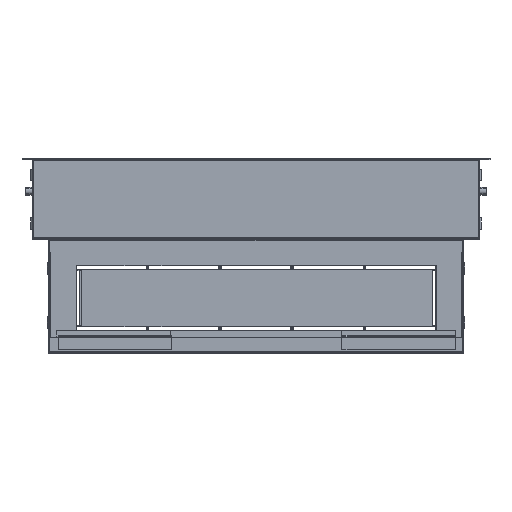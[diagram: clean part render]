
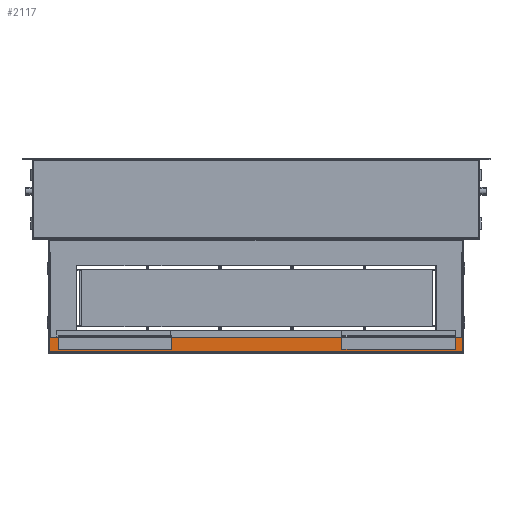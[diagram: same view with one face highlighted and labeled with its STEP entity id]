
A CAD part, front view. The second image highlights one B-rep face of the part: STEP entity #2117.
In plain terms, the highlighted planar face has unit normal (0, -1, 0).
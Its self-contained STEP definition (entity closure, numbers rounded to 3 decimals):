
#563 = LINE ( 'NONE', #3447, #3553 ) ;
#1209 = ORIENTED_EDGE ( 'NONE', *, *, #2829, .F. ) ;
#2117 = ADVANCED_FACE ( 'NONE', ( #12723 ), #15622, .F. ) ;
#2380 = EDGE_LOOP ( 'NONE', ( #1209, #16409, #16050, #13887 ) ) ;
#2431 = VERTEX_POINT ( 'NONE', #5413 ) ;
#2474 = EDGE_CURVE ( 'NONE', #2431, #9650, #6287, .T. ) ;
#2738 = VECTOR ( 'NONE', #9119, 1000. ) ;
#2829 = EDGE_CURVE ( 'NONE', #3889, #9650, #563, .T. ) ;
#2841 = CARTESIAN_POINT ( 'NONE',  ( 0., -1334., 18.5 ) ) ;
#3447 = CARTESIAN_POINT ( 'NONE',  ( 0., -1334., 1. ) ) ;
#3553 = VECTOR ( 'NONE', #17265, 1000. ) ;
#3889 = VERTEX_POINT ( 'NONE', #12054 ) ;
#3909 = EDGE_CURVE ( 'NONE', #3889, #6863, #6304, .T. ) ;
#4834 = CARTESIAN_POINT ( 'NONE',  ( 0., -1334., 1. ) ) ;
#5413 = CARTESIAN_POINT ( 'NONE',  ( 0., -1334., 18.5 ) ) ;
#6287 = LINE ( 'NONE', #11602, #8859 ) ;
#6304 = LINE ( 'NONE', #6582, #2738 ) ;
#6582 = CARTESIAN_POINT ( 'NONE',  ( 512., -1334., 0. ) ) ;
#6863 = VERTEX_POINT ( 'NONE', #9473 ) ;
#7437 = EDGE_CURVE ( 'NONE', #6863, #2431, #16575, .T. ) ;
#8785 = DIRECTION ( 'NONE',  ( 0., 0., 1. ) ) ;
#8859 = VECTOR ( 'NONE', #17121, 1000. ) ;
#8943 = DIRECTION ( 'NONE',  ( 0., 1., 0. ) ) ;
#9119 = DIRECTION ( 'NONE',  ( 0., 0., 1. ) ) ;
#9473 = CARTESIAN_POINT ( 'NONE',  ( 512., -1334., 18.5 ) ) ;
#9650 = VERTEX_POINT ( 'NONE', #4834 ) ;
#10058 = AXIS2_PLACEMENT_3D ( 'NONE', #11464, #8943, #8785 ) ;
#11464 = CARTESIAN_POINT ( 'NONE',  ( 0., -1334., 0. ) ) ;
#11602 = CARTESIAN_POINT ( 'NONE',  ( 0., -1334., 0. ) ) ;
#12054 = CARTESIAN_POINT ( 'NONE',  ( 512., -1334., 1. ) ) ;
#12723 = FACE_OUTER_BOUND ( 'NONE', #2380, .T. ) ;
#13887 = ORIENTED_EDGE ( 'NONE', *, *, #2474, .T. ) ;
#15289 = DIRECTION ( 'NONE',  ( -1., 0., 0. ) ) ;
#15622 = PLANE ( 'NONE',  #10058 ) ;
#16050 = ORIENTED_EDGE ( 'NONE', *, *, #7437, .T. ) ;
#16142 = VECTOR ( 'NONE', #15289, 1000. ) ;
#16409 = ORIENTED_EDGE ( 'NONE', *, *, #3909, .T. ) ;
#16575 = LINE ( 'NONE', #2841, #16142 ) ;
#17121 = DIRECTION ( 'NONE',  ( 0., 0., -1. ) ) ;
#17265 = DIRECTION ( 'NONE',  ( -1., 0., 0. ) ) ;
